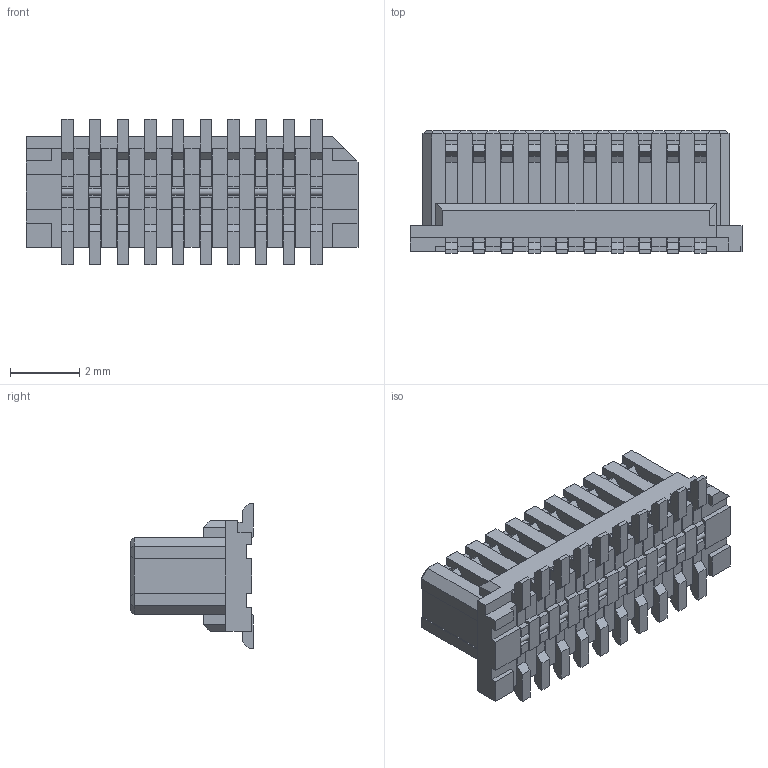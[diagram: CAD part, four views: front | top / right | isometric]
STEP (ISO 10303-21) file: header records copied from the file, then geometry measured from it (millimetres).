
FILE_DESCRIPTION((''),'2;1');
FILE_NAME('524652071','2014-06-05T',('me'),(''),'PRO/ENGINEER BY PARAMETRIC TECHNOLOGY CORPORATION, 2011490','PRO/ENGINEER BY PARAMETRIC TECHNOLOGY CORPORATION, 2011490','');
FILE_SCHEMA(('CONFIG_CONTROL_DESIGN'));
Length unit declared in the file: millimetre
Products named in the file (1): 524652071
Bounding box: 9.6 x 3.55 x 4.2 mm (x, y, z)
Volume: 72.5 mm3; surface area: 231.6 mm2
Topology: 1 solids, 1 shells, 771 faces, 2147 edges, 1418 vertices
Faces by surface type: plane 761, cylinder 10
Entity records: 23988 total; most frequent: CARTESIAN_POINT 4257, ORIENTED_EDGE 4134, DIRECTION 3731, VECTOR 2107, LINE 2107, EDGE_CURVE 2067, VERTEX_POINT 1338, AXIS2_PLACEMENT_3D 812
